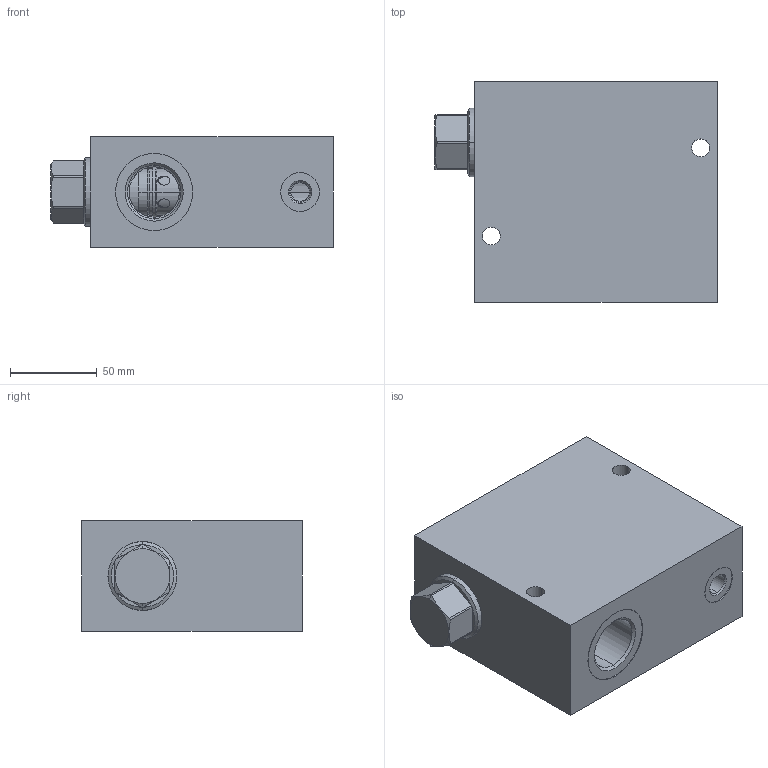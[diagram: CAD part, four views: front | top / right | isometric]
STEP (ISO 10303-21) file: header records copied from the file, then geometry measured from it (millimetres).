
FILE_DESCRIPTION((''),'2;1');
FILE_NAME('H2X_ASM','2020-10-21T',('ProEService'),(''),'PRO/ENGINEER BY PARAMETRIC TECHNOLOGY CORPORATION, 2014200','PRO/ENGINEER BY PARAMETRIC TECHNOLOGY CORPORATION, 2014200','');
FILE_SCHEMA(('CONFIG_CONTROL_DESIGN'));
Length unit declared in the file: inch
Products named in the file (3): 150-755-008; CXGDXCN; H2X_ASM
Assembly tree (2 placements, depth 2):
  H2X_ASM
    150-755-008
    CXGDXCN
Bounding box: 162.74 x 127 x 63.5 mm (x, y, z)
Volume: 937377.3 mm3; surface area: 116927.7 mm2
Topology: 3 solids, 3 shells, 274 faces, 872 edges, 722 vertices
Faces by surface type: cylinder 134, cone 61, plane 47, torus 26, revolution 6
Entity records: 11098 total; most frequent: CARTESIAN_POINT 3446, DIRECTION 1660, ORIENTED_EDGE 1244, EDGE_CURVE 622, AXIS2_PLACEMENT_3D 600, VECTOR 454, LINE 454, VERTEX_POINT 375
